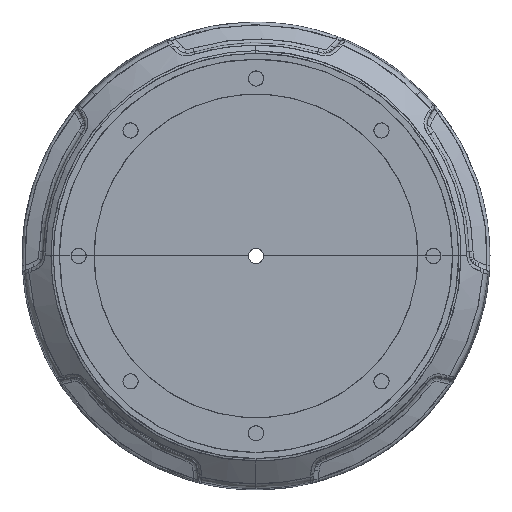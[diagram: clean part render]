
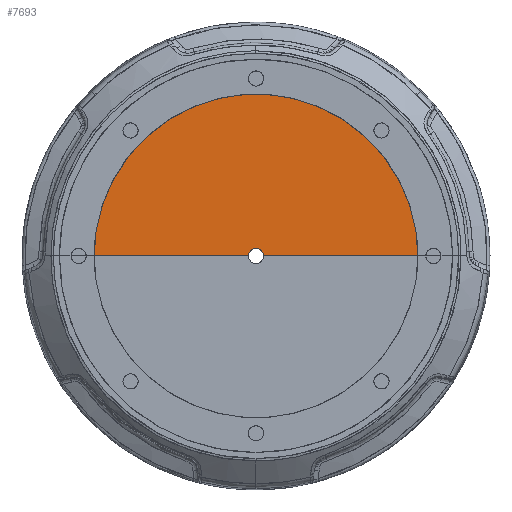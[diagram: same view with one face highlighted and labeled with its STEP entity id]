
A CAD part, top view. The second image highlights one B-rep face of the part: STEP entity #7693.
In plain terms, the highlighted free-form (B-spline) face has degree [5, 1] with [11, 2] control points.
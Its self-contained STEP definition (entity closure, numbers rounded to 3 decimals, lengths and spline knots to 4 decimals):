
#119=(
BOUNDED_CURVE()
B_SPLINE_CURVE(5,(#17667,#17668,#17669,#17670,#17671,#17672,#17673,#17674,
#17675,#17676,#17677),.UNSPECIFIED.,.F.,.F.)
B_SPLINE_CURVE_WITH_KNOTS((6,5,6),(0.,1.5708,3.1416),
 .UNSPECIFIED.)
CURVE()
GEOMETRIC_REPRESENTATION_ITEM()
RATIONAL_B_SPLINE_CURVE((1.,0.883,0.824,0.824,
0.883,1.,0.883,0.824,0.824,
0.883,1.))
REPRESENTATION_ITEM('')
);
#120=(
BOUNDED_CURVE()
B_SPLINE_CURVE(1,(#17679,#17680),.UNSPECIFIED.,.F.,.F.)
B_SPLINE_CURVE_WITH_KNOTS((2,2),(-0.0031,0.9531),
 .UNSPECIFIED.)
CURVE()
GEOMETRIC_REPRESENTATION_ITEM()
RATIONAL_B_SPLINE_CURVE((1.,1.))
REPRESENTATION_ITEM('')
);
#121=(
BOUNDED_CURVE()
B_SPLINE_CURVE(5,(#17682,#17683,#17684,#17685,#17686,#17687,#17688,#17689,
#17690,#17691,#17692),.UNSPECIFIED.,.F.,.F.)
B_SPLINE_CURVE_WITH_KNOTS((6,5,6),(-3.1416,-1.5708,0.),
 .UNSPECIFIED.)
CURVE()
GEOMETRIC_REPRESENTATION_ITEM()
RATIONAL_B_SPLINE_CURVE((1.,0.883,0.824,0.824,
0.883,1.,0.883,0.824,0.824,
0.883,1.))
REPRESENTATION_ITEM('')
);
#122=(
BOUNDED_CURVE()
B_SPLINE_CURVE(1,(#17693,#17694),.UNSPECIFIED.,.F.,.F.)
B_SPLINE_CURVE_WITH_KNOTS((2,2),(-0.9531,0.0031),
 .UNSPECIFIED.)
CURVE()
GEOMETRIC_REPRESENTATION_ITEM()
RATIONAL_B_SPLINE_CURVE((1.,1.))
REPRESENTATION_ITEM('')
);
#301=(
BOUNDED_SURFACE()
B_SPLINE_SURFACE(5,1,((#17643,#17644),(#17645,#17646),(#17647,#17648),(#17649,
#17650),(#17651,#17652),(#17653,#17654),(#17655,#17656),(#17657,#17658),
(#17659,#17660),(#17661,#17662),(#17663,#17664)),.UNSPECIFIED.,.F.,.F.,
 .F.)
B_SPLINE_SURFACE_WITH_KNOTS((6,5,6),(2,2),(0.,1.5708,3.1416),
(-0.0031,1.),.UNSPECIFIED.)
GEOMETRIC_REPRESENTATION_ITEM()
RATIONAL_B_SPLINE_SURFACE(((1.,1.),(0.883,0.883),
(0.824,0.824),(0.824,0.824),
(0.883,0.883),(1.,1.),(0.883,0.883),
(0.824,0.824),(0.824,0.824),
(0.883,0.883),(1.,1.)))
REPRESENTATION_ITEM('')
SURFACE()
);
#738=FACE_OUTER_BOUND('',#1082,.T.);
#1082=EDGE_LOOP('',(#5994,#5995,#5996,#5997));
#2872=VERTEX_POINT('',#17665);
#2873=VERTEX_POINT('',#17666);
#2874=VERTEX_POINT('',#17678);
#2875=VERTEX_POINT('',#17681);
#4431=EDGE_CURVE('',#2872,#2873,#119,.T.);
#4432=EDGE_CURVE('',#2873,#2874,#120,.T.);
#4433=EDGE_CURVE('',#2874,#2875,#121,.T.);
#4434=EDGE_CURVE('',#2875,#2872,#122,.T.);
#5994=ORIENTED_EDGE('',*,*,#4431,.T.);
#5995=ORIENTED_EDGE('',*,*,#4432,.T.);
#5996=ORIENTED_EDGE('',*,*,#4433,.T.);
#5997=ORIENTED_EDGE('',*,*,#4434,.T.);
#7693=ADVANCED_FACE('',(#738),#301,.T.);
#17643=CARTESIAN_POINT('Ctrl Pts',(-3.582,-4.0158,2.5461));
#17644=CARTESIAN_POINT('Ctrl Pts',(-6.792,-4.0158,2.5461));
#17645=CARTESIAN_POINT('Ctrl Pts',(-3.582,-2.9874,
2.5461));
#17646=CARTESIAN_POINT('Ctrl Pts',(-6.792,-4.0158,2.5461));
#17647=CARTESIAN_POINT('Ctrl Pts',(-3.9714,-1.9741,2.5461));
#17648=CARTESIAN_POINT('Ctrl Pts',(-6.792,-4.0158,2.5461));
#17649=CARTESIAN_POINT('Ctrl Pts',(-4.7503,-1.1953,2.5461));
#17650=CARTESIAN_POINT('Ctrl Pts',(-6.792,-4.0158,2.5461));
#17651=CARTESIAN_POINT('Ctrl Pts',(-5.7636,-0.8058,
2.5461));
#17652=CARTESIAN_POINT('Ctrl Pts',(-6.792,-4.0158,2.5461));
#17653=CARTESIAN_POINT('Ctrl Pts',(-6.792,-0.8058,
2.5461));
#17654=CARTESIAN_POINT('Ctrl Pts',(-6.792,-4.0158,2.5461));
#17655=CARTESIAN_POINT('Ctrl Pts',(-7.8204,-0.8058,
2.5461));
#17656=CARTESIAN_POINT('Ctrl Pts',(-6.792,-4.0158,2.5461));
#17657=CARTESIAN_POINT('Ctrl Pts',(-8.8337,-1.1953,2.5461));
#17658=CARTESIAN_POINT('Ctrl Pts',(-6.792,-4.0158,2.5461));
#17659=CARTESIAN_POINT('Ctrl Pts',(-9.6125,-1.9741,2.5461));
#17660=CARTESIAN_POINT('Ctrl Pts',(-6.792,-4.0158,2.5461));
#17661=CARTESIAN_POINT('Ctrl Pts',(-10.002,-2.9874,
2.5461));
#17662=CARTESIAN_POINT('Ctrl Pts',(-6.792,-4.0158,2.5461));
#17663=CARTESIAN_POINT('Ctrl Pts',(-10.002,-4.0158,2.5461));
#17664=CARTESIAN_POINT('Ctrl Pts',(-6.792,-4.0158,2.5461));
#17665=CARTESIAN_POINT('',(-3.582,-4.0158,2.5461));
#17666=CARTESIAN_POINT('',(-10.002,-4.0158,2.5461));
#17667=CARTESIAN_POINT('Ctrl Pts',(-3.582,-4.0158,2.5461));
#17668=CARTESIAN_POINT('Ctrl Pts',(-3.582,-2.9874,
2.5461));
#17669=CARTESIAN_POINT('Ctrl Pts',(-3.9714,-1.9741,2.5461));
#17670=CARTESIAN_POINT('Ctrl Pts',(-4.7503,-1.1953,2.5461));
#17671=CARTESIAN_POINT('Ctrl Pts',(-5.7636,-0.8058,
2.5461));
#17672=CARTESIAN_POINT('Ctrl Pts',(-6.792,-0.8058,
2.5461));
#17673=CARTESIAN_POINT('Ctrl Pts',(-7.8204,-0.8058,
2.5461));
#17674=CARTESIAN_POINT('Ctrl Pts',(-8.8337,-1.1953,2.5461));
#17675=CARTESIAN_POINT('Ctrl Pts',(-9.6125,-1.9741,2.5461));
#17676=CARTESIAN_POINT('Ctrl Pts',(-10.002,-2.9874,
2.5461));
#17677=CARTESIAN_POINT('Ctrl Pts',(-10.002,-4.0158,2.5461));
#17678=CARTESIAN_POINT('',(-6.942,-4.0158,2.5461));
#17679=CARTESIAN_POINT('Ctrl Pts',(-10.002,-4.0158,2.5461));
#17680=CARTESIAN_POINT('Ctrl Pts',(-6.942,-4.0158,2.5461));
#17681=CARTESIAN_POINT('',(-6.642,-4.0158,2.5461));
#17682=CARTESIAN_POINT('Ctrl Pts',(-6.942,-4.0158,2.5461));
#17683=CARTESIAN_POINT('Ctrl Pts',(-6.942,-3.9678,
2.5461));
#17684=CARTESIAN_POINT('Ctrl Pts',(-6.9238,-3.9204,
2.5461));
#17685=CARTESIAN_POINT('Ctrl Pts',(-6.8874,-3.884,
2.5461));
#17686=CARTESIAN_POINT('Ctrl Pts',(-6.84,-3.8658,
2.5461));
#17687=CARTESIAN_POINT('Ctrl Pts',(-6.792,-3.8658,2.5461));
#17688=CARTESIAN_POINT('Ctrl Pts',(-6.7439,-3.8658,
2.5461));
#17689=CARTESIAN_POINT('Ctrl Pts',(-6.6966,-3.884,
2.5461));
#17690=CARTESIAN_POINT('Ctrl Pts',(-6.6602,-3.9204,
2.5461));
#17691=CARTESIAN_POINT('Ctrl Pts',(-6.642,-3.9678,
2.5461));
#17692=CARTESIAN_POINT('Ctrl Pts',(-6.642,-4.0158,2.5461));
#17693=CARTESIAN_POINT('Ctrl Pts',(-6.642,-4.0158,2.5461));
#17694=CARTESIAN_POINT('Ctrl Pts',(-3.582,-4.0158,2.5461));
